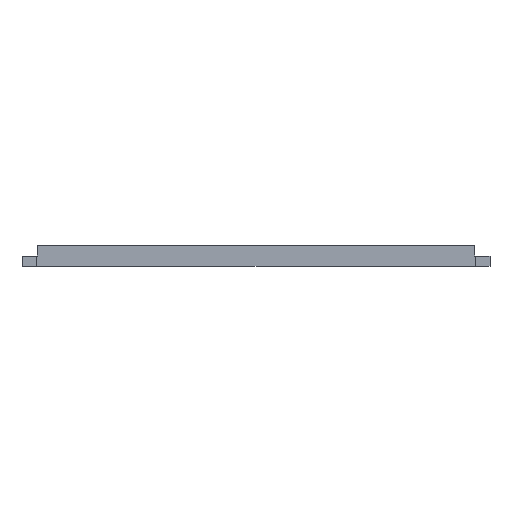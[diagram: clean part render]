
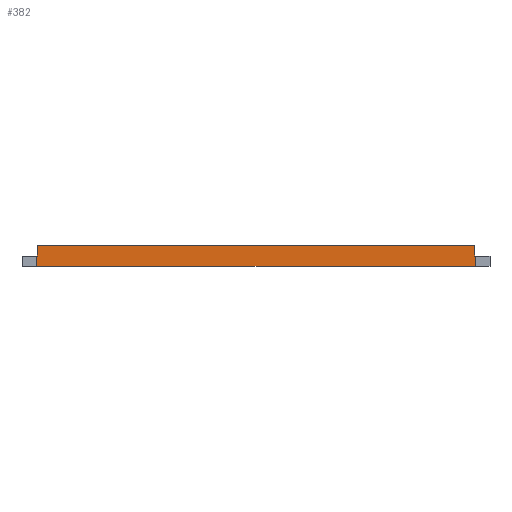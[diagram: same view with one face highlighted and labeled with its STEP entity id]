
A CAD part, front view. The second image highlights one B-rep face of the part: STEP entity #382.
In plain terms, the highlighted planar face has unit normal (0, -1, 0).
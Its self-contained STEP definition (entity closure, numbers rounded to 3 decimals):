
#194=CARTESIAN_POINT('Vertex',(489.,253.,0.)) ;
#197=CARTESIAN_POINT('Line Origine',(192.,253.,0.)) ;
#201=CARTESIAN_POINT('Vertex',(-105.,253.,0.)) ;
#262=CARTESIAN_POINT('Line Origine',(-105.,253.,7.)) ;
#266=CARTESIAN_POINT('Vertex',(-105.,253.,14.)) ;
#327=CARTESIAN_POINT('Axis2P3D Location',(-105.,253.,0.)) ;
#332=CARTESIAN_POINT('Line Origine',(192.,253.,28.)) ;
#336=CARTESIAN_POINT('Vertex',(-104.5,253.,28.)) ;
#338=CARTESIAN_POINT('Vertex',(488.5,253.,28.)) ;
#341=CARTESIAN_POINT('Line Origine',(-104.5,253.,21.)) ;
#345=CARTESIAN_POINT('Vertex',(-104.5,253.,14.)) ;
#348=CARTESIAN_POINT('Line Origine',(-104.75,253.,14.)) ;
#353=CARTESIAN_POINT('Line Origine',(489.,253.,7.)) ;
#357=CARTESIAN_POINT('Vertex',(489.,253.,14.)) ;
#360=CARTESIAN_POINT('Line Origine',(488.75,253.,14.)) ;
#364=CARTESIAN_POINT('Vertex',(488.5,253.,14.)) ;
#367=CARTESIAN_POINT('Line Origine',(488.5,253.,21.)) ;
#198=DIRECTION('Vector Direction',(1.,0.,0.)) ;
#263=DIRECTION('Vector Direction',(0.,0.,1.)) ;
#328=DIRECTION('Axis2P3D Direction',(0.,-1.,0.)) ;
#329=DIRECTION('Axis2P3D XDirection',(1.,0.,0.)) ;
#333=DIRECTION('Vector Direction',(-1.,0.,0.)) ;
#342=DIRECTION('Vector Direction',(0.,0.,-1.)) ;
#349=DIRECTION('Vector Direction',(1.,0.,0.)) ;
#354=DIRECTION('Vector Direction',(0.,0.,1.)) ;
#361=DIRECTION('Vector Direction',(1.,0.,0.)) ;
#368=DIRECTION('Vector Direction',(0.,0.,-1.)) ;
#330=AXIS2_PLACEMENT_3D('Plane Axis2P3D',#327,#328,#329) ;
#373=ORIENTED_EDGE('',*,*,#340,.F.) ;
#374=ORIENTED_EDGE('',*,*,#347,.T.) ;
#375=ORIENTED_EDGE('',*,*,#352,.F.) ;
#376=ORIENTED_EDGE('',*,*,#268,.F.) ;
#377=ORIENTED_EDGE('',*,*,#203,.T.) ;
#378=ORIENTED_EDGE('',*,*,#359,.T.) ;
#379=ORIENTED_EDGE('',*,*,#366,.F.) ;
#380=ORIENTED_EDGE('',*,*,#371,.F.) ;
#199=VECTOR('Line Direction',#198,1.) ;
#264=VECTOR('Line Direction',#263,1.) ;
#334=VECTOR('Line Direction',#333,1.) ;
#343=VECTOR('Line Direction',#342,1.) ;
#350=VECTOR('Line Direction',#349,1.) ;
#355=VECTOR('Line Direction',#354,1.) ;
#362=VECTOR('Line Direction',#361,1.) ;
#369=VECTOR('Line Direction',#368,1.) ;
#382=ADVANCED_FACE('Corps principal',(#381),#331,.T.) ;
#203=EDGE_CURVE('',#202,#195,#200,.T.) ;
#268=EDGE_CURVE('',#202,#267,#265,.T.) ;
#340=EDGE_CURVE('',#337,#339,#335,.F.) ;
#347=EDGE_CURVE('',#337,#346,#344,.T.) ;
#352=EDGE_CURVE('',#267,#346,#351,.T.) ;
#359=EDGE_CURVE('',#195,#358,#356,.T.) ;
#366=EDGE_CURVE('',#365,#358,#363,.T.) ;
#371=EDGE_CURVE('',#339,#365,#370,.T.) ;
#372=EDGE_LOOP('',(#373,#374,#375,#376,#377,#378,#379,#380)) ;
#381=FACE_OUTER_BOUND('',#372,.T.) ;
#200=LINE('Line',#197,#199) ;
#265=LINE('Line',#262,#264) ;
#335=LINE('Line',#332,#334) ;
#344=LINE('Line',#341,#343) ;
#351=LINE('Line',#348,#350) ;
#356=LINE('Line',#353,#355) ;
#363=LINE('Line',#360,#362) ;
#370=LINE('Line',#367,#369) ;
#331=PLANE('',#330) ;
#195=VERTEX_POINT('',#194) ;
#202=VERTEX_POINT('',#201) ;
#267=VERTEX_POINT('',#266) ;
#337=VERTEX_POINT('',#336) ;
#339=VERTEX_POINT('',#338) ;
#346=VERTEX_POINT('',#345) ;
#358=VERTEX_POINT('',#357) ;
#365=VERTEX_POINT('',#364) ;
